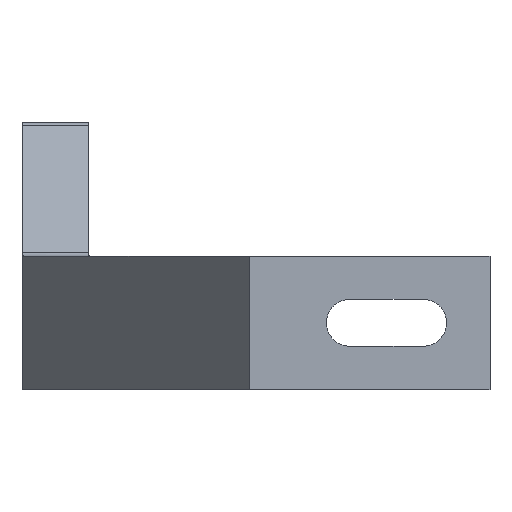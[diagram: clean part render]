
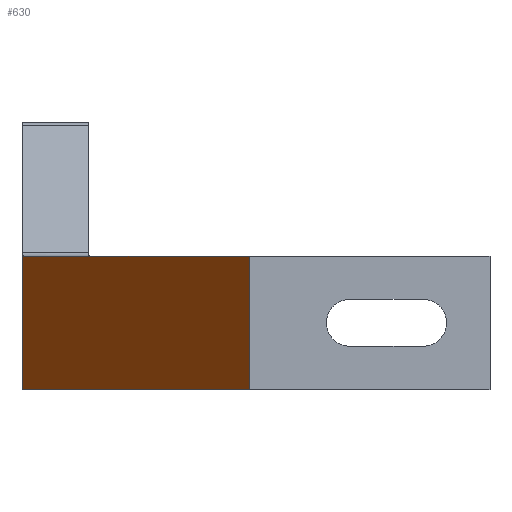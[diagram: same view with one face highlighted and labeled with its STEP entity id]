
A CAD part, left-side view. The second image highlights one B-rep face of the part: STEP entity #630.
In plain terms, the highlighted planar face has unit normal (-0.236, 0.972, 0).
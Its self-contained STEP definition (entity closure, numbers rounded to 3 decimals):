
#15=ELLIPSE('',#661,1.029,1.);
#37=PLANE('',#700);
#70=FACE_OUTER_BOUND('',#106,.T.);
#106=EDGE_LOOP('',(#545,#546,#547,#548,#549,#550,#551));
#128=LINE('',#940,#193);
#148=LINE('',#988,#213);
#168=LINE('',#1046,#233);
#169=LINE('',#1049,#234);
#170=LINE('',#1050,#235);
#171=LINE('',#1051,#236);
#193=VECTOR('',#751,10.);
#213=VECTOR('',#803,10.);
#233=VECTOR('',#859,10.);
#234=VECTOR('',#862,10.);
#235=VECTOR('',#863,10.);
#236=VECTOR('',#864,10.);
#282=VERTEX_POINT('',#924);
#283=VERTEX_POINT('',#925);
#287=VERTEX_POINT('',#938);
#288=VERTEX_POINT('',#939);
#318=VERTEX_POINT('',#1040);
#320=VERTEX_POINT('',#1044);
#321=VERTEX_POINT('',#1048);
#342=EDGE_CURVE('',#282,#283,#15,.F.);
#349=EDGE_CURVE('',#287,#288,#128,.T.);
#374=EDGE_CURVE('',#283,#288,#148,.T.);
#402=EDGE_CURVE('',#318,#320,#168,.T.);
#403=EDGE_CURVE('',#318,#321,#169,.T.);
#404=EDGE_CURVE('',#282,#320,#170,.T.);
#405=EDGE_CURVE('',#321,#287,#171,.T.);
#545=ORIENTED_EDGE('',*,*,#403,.F.);
#546=ORIENTED_EDGE('',*,*,#402,.T.);
#547=ORIENTED_EDGE('',*,*,#404,.F.);
#548=ORIENTED_EDGE('',*,*,#342,.T.);
#549=ORIENTED_EDGE('',*,*,#374,.T.);
#550=ORIENTED_EDGE('',*,*,#349,.F.);
#551=ORIENTED_EDGE('',*,*,#405,.F.);
#630=ADVANCED_FACE('',(#70),#37,.T.);
#661=AXIS2_PLACEMENT_3D('',#926,#737,#738);
#700=AXIS2_PLACEMENT_3D('',#1047,#860,#861);
#737=DIRECTION('center_axis',(-0.236,0.972,0.));
#738=DIRECTION('ref_axis',(0.972,0.236,0.));
#751=DIRECTION('',(0.755,0.183,0.629));
#803=DIRECTION('',(0.,0.,-1.));
#859=DIRECTION('',(0.,0.,1.));
#860=DIRECTION('center_axis',(-0.236,0.972,0.));
#861=DIRECTION('ref_axis',(-0.972,-0.236,0.));
#862=DIRECTION('',(0.972,0.236,0.));
#863=DIRECTION('',(-0.972,-0.236,0.));
#864=DIRECTION('',(0.,0.,1.));
#924=CARTESIAN_POINT('',(69.638,34.912,10.));
#925=CARTESIAN_POINT('',(70.118,35.029,10.123));
#926=CARTESIAN_POINT('Origin',(69.638,34.912,11.));
#938=CARTESIAN_POINT('',(70.,35.,10.));
#939=CARTESIAN_POINT('',(70.118,35.029,10.098));
#940=CARTESIAN_POINT('',(67.279,34.339,7.733));
#988=CARTESIAN_POINT('',(70.118,35.029,7.5));
#1040=CARTESIAN_POINT('',(0.,18.,0.));
#1044=CARTESIAN_POINT('',(0.,18.,10.));
#1046=CARTESIAN_POINT('',(0.,18.,0.));
#1047=CARTESIAN_POINT('Origin',(70.,35.,0.));
#1048=CARTESIAN_POINT('',(70.,35.,0.));
#1049=CARTESIAN_POINT('',(0.,18.,0.));
#1050=CARTESIAN_POINT('',(0.,18.,10.));
#1051=CARTESIAN_POINT('',(70.,35.,0.));
